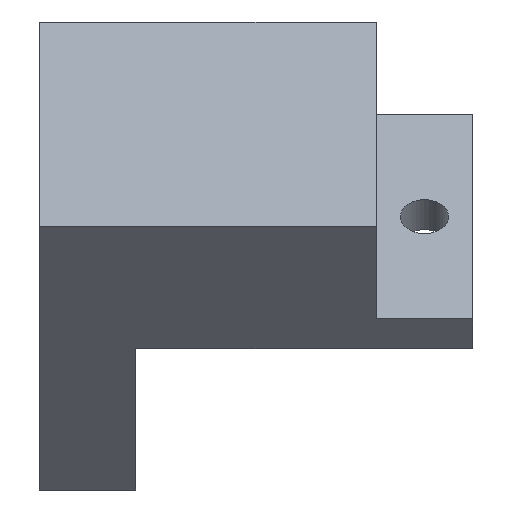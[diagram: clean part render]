
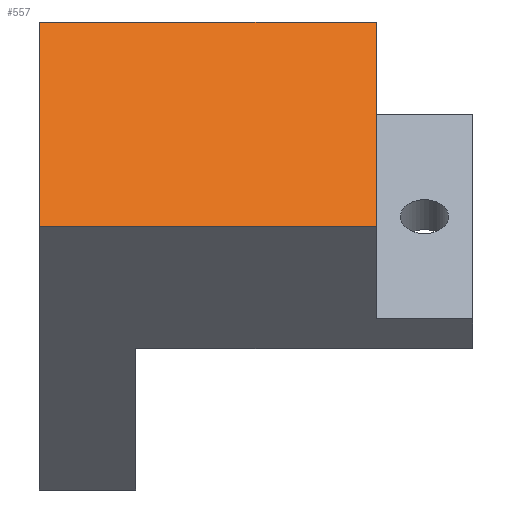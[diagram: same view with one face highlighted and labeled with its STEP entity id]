
A CAD part, left-side view. The second image highlights one B-rep face of the part: STEP entity #557.
In plain terms, the highlighted planar face has unit normal (-0.707, 0, 0.707).
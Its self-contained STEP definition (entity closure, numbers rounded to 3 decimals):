
#518=CARTESIAN_POINT('POINT37',(-4.596,3.875,
   6.782));
#519=VERTEX_POINT('VERTEX37',#518);
#520=CARTESIAN_POINT('POINT38',(-4.596,2.125,
   6.782));
#521=VERTEX_POINT('VERTEX38',#520);
#522=CARTESIAN_POINT('POS51',(-4.596,2.125,
   6.782));
#523=DIRECTION('DIR83',(0.,-1.,0.));
#524=VECTOR('VEC19',#523,1.);
#525=LINE('STRAIGHT19',#522,#524);
#526=EDGE_CURVE('EDGE55',#519,#521,#525,.T.);
#527=ORIENTED_EDGE('COEDGE87',*,*,#526,.F.);
#528=CARTESIAN_POINT('POINT39',(-5.657,3.875,
   5.721));
#529=VERTEX_POINT('VERTEX39',#528);
#530=CARTESIAN_POINT('POS52',(-4.596,3.875,
   6.782));
#531=DIRECTION('DIR84',(0.707,0.,
   0.707));
#532=VECTOR('VEC20',#531,1.);
#533=LINE('STRAIGHT20',#530,#532);
#534=EDGE_CURVE('EDGE56',#529,#519,#533,.T.);
#535=ORIENTED_EDGE('COEDGE88',*,*,#534,.F.);
#536=CARTESIAN_POINT('POINT40',(-5.657,2.125,
   5.721));
#537=VERTEX_POINT('VERTEX40',#536);
#538=CARTESIAN_POINT('POS53',(-5.657,2.125,
   5.721));
#539=DIRECTION('DIR85',(0.,-1.,0.));
#540=VECTOR('VEC21',#539,1.);
#541=LINE('STRAIGHT21',#538,#540);
#542=EDGE_CURVE('EDGE57',#529,#537,#541,.T.);
#543=ORIENTED_EDGE('COEDGE89',*,*,#542,.T.);
#544=CARTESIAN_POINT('POS54',(-4.596,2.125,
   6.782));
#545=DIRECTION('DIR86',(0.707,0.,
   0.707));
#546=VECTOR('VEC22',#545,1.);
#547=LINE('STRAIGHT22',#544,#546);
#548=EDGE_CURVE('EDGE58',#537,#521,#547,.T.);
#549=ORIENTED_EDGE('COEDGE90',*,*,#548,.T.);
#550=EDGE_LOOP('NONE',(#527,#535,#543,#549));
#551=FACE_BOUND('LOOP1',#550,.T.);
#552=CARTESIAN_POINT('POS55',(-4.596,2.125,
   6.782));
#553=DIRECTION('DIR87',(-0.707,0.,
   0.707));
#554=DIRECTION('DIR88',(0.707,0.,
   0.707));
#555=AXIS2_PLACEMENT_3D('AXIS33',#552,#553,#554);
#556=PLANE('PLANE6',#555);
#557=ADVANCED_FACE('FACE24',(#551),#556,.T.);
